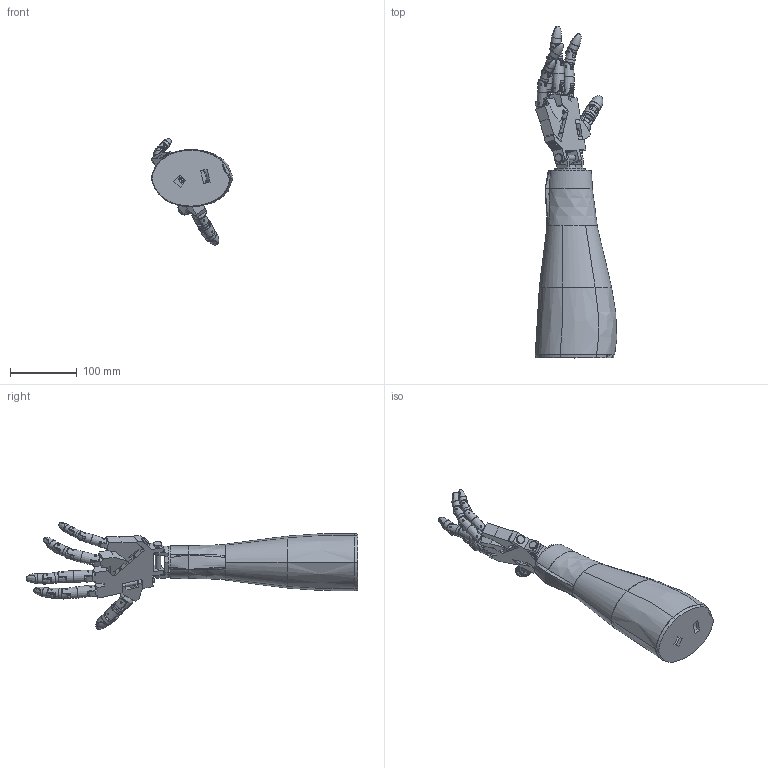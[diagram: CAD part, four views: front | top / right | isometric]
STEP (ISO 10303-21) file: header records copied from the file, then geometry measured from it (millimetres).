
FILE_DESCRIPTION(/* description */ ('STEP AP242','CAx-IF Rec.Pracs.---Representation and Presentation of Product Manufacturing Information (PMI)---4.0---2014-10-13','CAx-IF Rec.Pracs.---3D Tessellated Geometry---0.4---2014-09-14','2;1'),/* implementation_level */ '2;1');
FILE_NAME(/* name */ '6821177ffbee5546a53d2342',/* time_stamp */ '2025-05-11T21:32:48Z',/* author */ (''),/* organization */ (''),/* preprocessor_version */ 'ST-DEVELOPER v20',/* originating_system */ 'ONSHAPE BY PTC INC, 1.197',/* authorisation */ ' ');
FILE_SCHEMA (('AP242_MANAGED_MODEL_BASED_3D_ENGINEERING_MIM_LF { 1 0 10303 442 1 1 4 }'));
Products named in the file (37): Rotawrist1V1; Falange Ucu 3; Falange 3-2(3); Falange 3-6(3); Falange 3-5(3); Falange 3-4(3); Falange 3-3(3); Falange Ucu 2; Falange Ucu 3_1; Falange 3-2(3)_1; Falange 3-6(3)_1; Falange 3-5(3)_1; Falange 3-3(3)_1; Falange 3-4(3)_1; WristsmallV31; Falange Ucu; Falange 3-2; Falange 3-6; Falange 3-5; Falange 3-3; Falange 3-4; Screw 1; WristsmallV32; Thumb6; Thumb5; Thumb4; Thumb3; Screw 2; Thumb1; Thumb; WristlargeV4; Screw 3; Rotavrist3V2; Rotawrist 2; Forearm 2; Forearm 1; Forearm cover
Bounding box: 121.94 x 495.88 x 159.41 mm (x, y, z)
Volume: 455161.5 mm3; surface area: 258932.7 mm2
Topology: 37 solids, 37 shells, 1131 faces, 3163 edges, 2078 vertices
Faces by surface type: plane 520, cylinder 382, bspline 148, cone 64, torus 17
Full cylindrical faces by diameter (mm): 0.834 x1, 1 x3, 1.055 x1, 2.08 x1, 2.084 x8, 2.089 x1, 2.5 x33, 2.637 x1, 2.638 x5, 8 x15, 11.669 x1, 14 x2, 14.77 x1, 18 x1, 20 x1, 21.5 x2
Entity records: 45646 total; most frequent: CARTESIAN_POINT 17247, ORIENTED_EDGE 5822, DIRECTION 5226, EDGE_CURVE 2911, VERTEX_POINT 1991, AXIS2_PLACEMENT_3D 1917, EDGE_LOOP 1526, FACE_BOUND 1526
